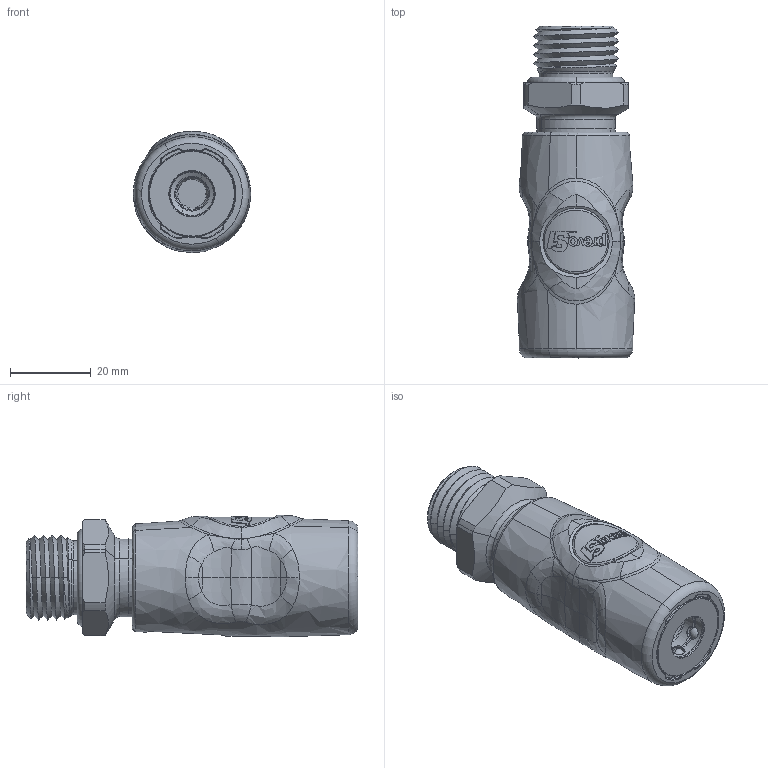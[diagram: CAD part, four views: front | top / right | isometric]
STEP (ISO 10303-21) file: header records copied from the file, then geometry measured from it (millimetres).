
FILE_DESCRIPTION (( 'STEP AP214' ), '1' );
FILE_NAME ('ASI06.1153.STEP', '2020-02-06T09:18:32', ( '' ), ( '' ), 'SwSTEP 2.0', 'SolidWorks 2019', '' );
FILE_SCHEMA (( 'AUTOMOTIVE_DESIGN' ));
Length unit declared in the file: millimetre
Products named in the file (1): ASI06.1153
Bounding box: 29.09 x 82.22 x 30.05 mm (x, y, z)
Volume: 40034.4 mm3; surface area: 11165 mm2
Topology: 1 solids, 1 shells, 557 faces, 1499 edges, 958 vertices
Faces by surface type: bspline 155, cylinder 125, plane 123, cone 82, torus 40, sphere 32
Entity records: 31197 total; most frequent: CARTESIAN_POINT 15911, ORIENTED_EDGE 2926, DIRECTION 1831, EDGE_CURVE 1463, VERTEX_POINT 934, B_SPLINE_CURVE_WITH_KNOTS 773, AXIS2_PLACEMENT_3D 738, EDGE_LOOP 583
